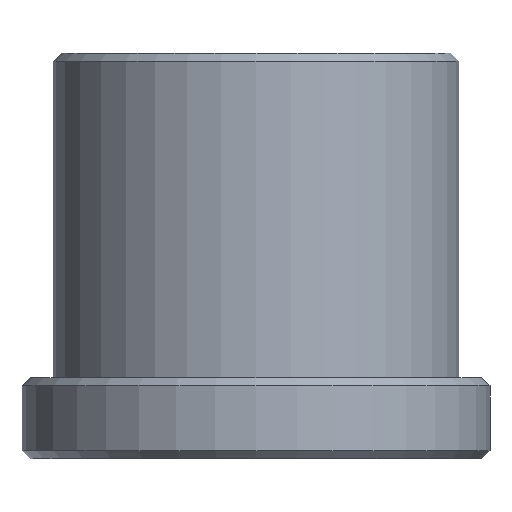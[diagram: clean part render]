
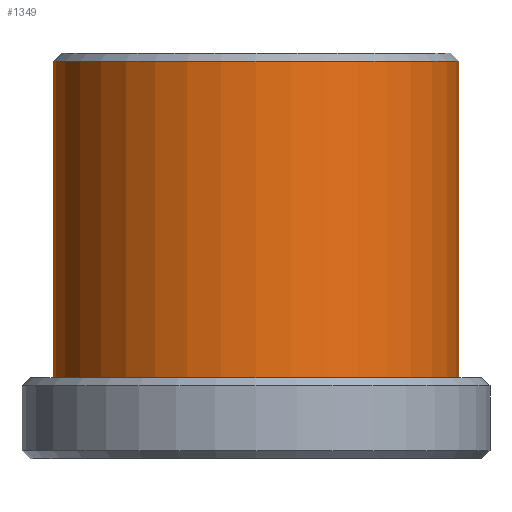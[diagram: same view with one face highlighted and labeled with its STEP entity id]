
A CAD part, front view. The second image highlights one B-rep face of the part: STEP entity #1349.
In plain terms, the highlighted cylindrical face has radius 7.5 mm (diameter 15 mm), a partial arc.
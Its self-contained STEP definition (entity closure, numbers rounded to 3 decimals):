
#31 = DIRECTION ( 'NONE',  ( 1., 0., 0. ) ) ;
#65 = CARTESIAN_POINT ( 'NONE',  ( 0., 0., 15. ) ) ;
#148 = DIRECTION ( 'NONE',  ( 0., 0., -1. ) ) ;
#185 = CARTESIAN_POINT ( 'NONE',  ( 7.5, 0., 3. ) ) ;
#216 = LINE ( 'NONE', #587, #545 ) ;
#224 = FACE_OUTER_BOUND ( 'NONE', #1153, .T. ) ;
#250 = VECTOR ( 'NONE', #1070, 1000. ) ;
#287 = LINE ( 'NONE', #1078, #250 ) ;
#290 = ORIENTED_EDGE ( 'NONE', *, *, #1184, .T. ) ;
#325 = CIRCLE ( 'NONE', #1313, 7.5 ) ;
#332 = EDGE_CURVE ( 'NONE', #1386, #799, #325, .T. ) ;
#337 = CIRCLE ( 'NONE', #360, 7.5 ) ;
#353 = EDGE_CURVE ( 'NONE', #595, #1386, #287, .T. ) ;
#360 = AXIS2_PLACEMENT_3D ( 'NONE', #1367, #699, #31 ) ;
#402 = EDGE_CURVE ( 'NONE', #568, #799, #216, .T. ) ;
#420 = CARTESIAN_POINT ( 'NONE',  ( -7.5, 0., 3. ) ) ;
#545 = VECTOR ( 'NONE', #599, 1000. ) ;
#568 = VERTEX_POINT ( 'NONE', #1155 ) ;
#587 = CARTESIAN_POINT ( 'NONE',  ( -7.5, 0., 15. ) ) ;
#595 = VERTEX_POINT ( 'NONE', #945 ) ;
#599 = DIRECTION ( 'NONE',  ( 0., 0., -1. ) ) ;
#631 = DIRECTION ( 'NONE',  ( 0., 0., -1. ) ) ;
#699 = DIRECTION ( 'NONE',  ( 0., 0., -1. ) ) ;
#732 = DIRECTION ( 'NONE',  ( -1., 0., 0. ) ) ;
#799 = VERTEX_POINT ( 'NONE', #420 ) ;
#945 = CARTESIAN_POINT ( 'NONE',  ( 7.5, 0., 14.7 ) ) ;
#950 = ORIENTED_EDGE ( 'NONE', *, *, #402, .T. ) ;
#971 = ORIENTED_EDGE ( 'NONE', *, *, #353, .F. ) ;
#1057 = CYLINDRICAL_SURFACE ( 'NONE', #1338, 7.5 ) ;
#1070 = DIRECTION ( 'NONE',  ( 0., 0., -1. ) ) ;
#1078 = CARTESIAN_POINT ( 'NONE',  ( 7.5, 0., 15. ) ) ;
#1082 = DIRECTION ( 'NONE',  ( -1., 0., 0. ) ) ;
#1138 = ORIENTED_EDGE ( 'NONE', *, *, #332, .F. ) ;
#1153 = EDGE_LOOP ( 'NONE', ( #971, #290, #950, #1138 ) ) ;
#1155 = CARTESIAN_POINT ( 'NONE',  ( -7.5, 0., 14.7 ) ) ;
#1184 = EDGE_CURVE ( 'NONE', #595, #568, #337, .T. ) ;
#1278 = CARTESIAN_POINT ( 'NONE',  ( 0., 0., 3. ) ) ;
#1313 = AXIS2_PLACEMENT_3D ( 'NONE', #1278, #148, #732 ) ;
#1338 = AXIS2_PLACEMENT_3D ( 'NONE', #65, #631, #1082 ) ;
#1349 = ADVANCED_FACE ( 'NONE', ( #224 ), #1057, .T. ) ;
#1367 = CARTESIAN_POINT ( 'NONE',  ( 0., 0., 14.7 ) ) ;
#1386 = VERTEX_POINT ( 'NONE', #185 ) ;
